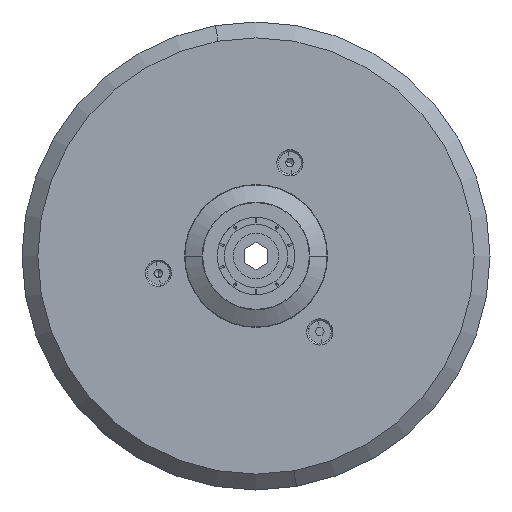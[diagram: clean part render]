
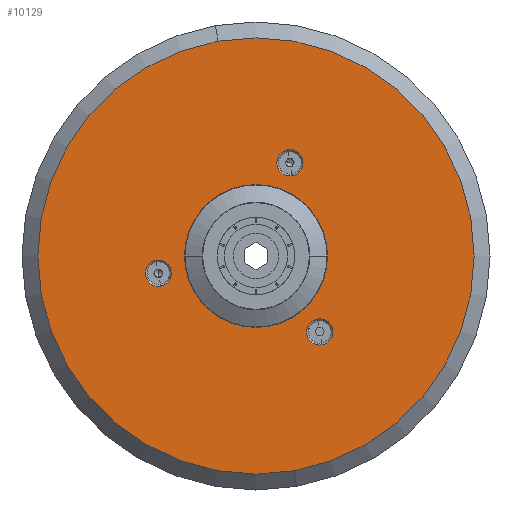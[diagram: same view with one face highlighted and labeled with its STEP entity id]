
A CAD part, left-side view. The second image highlights one B-rep face of the part: STEP entity #10129.
In plain terms, the highlighted planar face has unit normal (-1, 0, 0).
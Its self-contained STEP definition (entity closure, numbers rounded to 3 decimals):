
#105 = ORIENTED_EDGE ( 'NONE', *, *, #7807, .T. ) ;
#341 = EDGE_LOOP ( 'NONE', ( #3726, #2383 ) ) ;
#452 = DIRECTION ( 'NONE',  ( 0., 0.174, 0.985 ) ) ;
#509 = DIRECTION ( 'NONE',  ( -1., 0., 0. ) ) ;
#674 = CIRCLE ( 'NONE', #6175, 55. ) ;
#800 = AXIS2_PLACEMENT_3D ( 'NONE', #16156, #16669, #16908 ) ;
#816 = EDGE_LOOP ( 'NONE', ( #957, #105 ) ) ;
#957 = ORIENTED_EDGE ( 'NONE', *, *, #4318, .T. ) ;
#1114 = ORIENTED_EDGE ( 'NONE', *, *, #12379, .T. ) ;
#1171 = DIRECTION ( 'NONE',  ( 0., 0.174, 0.985 ) ) ;
#1234 = CARTESIAN_POINT ( 'NONE',  ( -242.8, -2.648, -15.018 ) ) ;
#1296 = EDGE_LOOP ( 'NONE', ( #1114, #3721 ) ) ;
#1634 = CARTESIAN_POINT ( 'NONE',  ( -242.8, -8.551, 23.492 ) ) ;
#1859 = DIRECTION ( 'NONE',  ( -1., 0., 0. ) ) ;
#2349 = EDGE_CURVE ( 'NONE', #6113, #9416, #16608, .T. ) ;
#2382 = DIRECTION ( 'NONE',  ( 0., 0.174, 0.985 ) ) ;
#2383 = ORIENTED_EDGE ( 'NONE', *, *, #13630, .F. ) ;
#2707 = AXIS2_PLACEMENT_3D ( 'NONE', #10670, #8915, #452 ) ;
#2885 = CARTESIAN_POINT ( 'NONE',  ( -242.8, -8.551, 23.492 ) ) ;
#2914 = DIRECTION ( 'NONE',  ( 0., 0.174, 0.985 ) ) ;
#3237 = PLANE ( 'NONE',  #12079 ) ;
#3497 = AXIS2_PLACEMENT_3D ( 'NONE', #17947, #17434, #11718 ) ;
#3715 = EDGE_CURVE ( 'NONE', #6532, #5205, #16223, .T. ) ;
#3721 = ORIENTED_EDGE ( 'NONE', *, *, #2349, .T. ) ;
#3726 = ORIENTED_EDGE ( 'NONE', *, *, #14012, .F. ) ;
#3827 = AXIS2_PLACEMENT_3D ( 'NONE', #15762, #16366, #9400 ) ;
#4318 = EDGE_CURVE ( 'NONE', #5208, #8420, #17366, .T. ) ;
#4331 = DIRECTION ( 'NONE',  ( 0., 0.174, 0.985 ) ) ;
#4358 = CARTESIAN_POINT ( 'NONE',  ( -242.8, 0., 0. ) ) ;
#4931 = VERTEX_POINT ( 'NONE', #6406 ) ;
#4934 = CARTESIAN_POINT ( 'NONE',  ( -242.8, -15.497, -15.901 ) ) ;
#4935 = FACE_BOUND ( 'NONE', #10021, .T. ) ;
#5205 = VERTEX_POINT ( 'NONE', #8059 ) ;
#5208 = VERTEX_POINT ( 'NONE', #7580 ) ;
#5567 = AXIS2_PLACEMENT_3D ( 'NONE', #4358, #11522, #14978 ) ;
#5846 = EDGE_LOOP ( 'NONE', ( #17203, #13675 ) ) ;
#6113 = VERTEX_POINT ( 'NONE', #8047 ) ;
#6175 = AXIS2_PLACEMENT_3D ( 'NONE', #9161, #509, #2914 ) ;
#6406 = CARTESIAN_POINT ( 'NONE',  ( -242.8, 25.193, -1.091 ) ) ;
#6532 = VERTEX_POINT ( 'NONE', #11009 ) ;
#7072 = FACE_OUTER_BOUND ( 'NONE', #816, .T. ) ;
#7459 = DIRECTION ( 'NONE',  ( 0., 0.174, 0.985 ) ) ;
#7580 = CARTESIAN_POINT ( 'NONE',  ( -242.8, -9.551, -54.164 ) ) ;
#7807 = EDGE_CURVE ( 'NONE', #8420, #5208, #674, .T. ) ;
#8006 = FACE_BOUND ( 'NONE', #5846, .T. ) ;
#8047 = CARTESIAN_POINT ( 'NONE',  ( -242.8, 2.648, 15.018 ) ) ;
#8059 = CARTESIAN_POINT ( 'NONE',  ( -242.8, -9.124, 20.242 ) ) ;
#8420 = VERTEX_POINT ( 'NONE', #9502 ) ;
#8915 = DIRECTION ( 'NONE',  ( -1., 0., 0. ) ) ;
#9157 = DIRECTION ( 'NONE',  ( -1., 0., 0. ) ) ;
#9161 = CARTESIAN_POINT ( 'NONE',  ( -242.8, 0., 0. ) ) ;
#9218 = CIRCLE ( 'NONE', #800, 3.3 ) ;
#9328 = VERTEX_POINT ( 'NONE', #15837 ) ;
#9400 = DIRECTION ( 'NONE',  ( 0., -0.174, -0.985 ) ) ;
#9416 = VERTEX_POINT ( 'NONE', #1234 ) ;
#9502 = CARTESIAN_POINT ( 'NONE',  ( -242.8, 9.551, 54.164 ) ) ;
#10021 = EDGE_LOOP ( 'NONE', ( #15937, #13700 ) ) ;
#10129 = ADVANCED_FACE ( 'NONE', ( #7072, #8006, #4935, #15909, #11611 ), #3237, .T. ) ;
#10280 = CARTESIAN_POINT ( 'NONE',  ( -242.8, 58.104, -10.245 ) ) ;
#10670 = CARTESIAN_POINT ( 'NONE',  ( -242.8, 0., 0. ) ) ;
#11009 = CARTESIAN_POINT ( 'NONE',  ( -242.8, -7.977, 26.742 ) ) ;
#11162 = DIRECTION ( 'NONE',  ( 0., 0.174, 0.985 ) ) ;
#11522 = DIRECTION ( 'NONE',  ( 1., 0., 0. ) ) ;
#11611 = FACE_BOUND ( 'NONE', #1296, .T. ) ;
#11692 = EDGE_CURVE ( 'NONE', #5205, #6532, #15668, .T. ) ;
#11718 = DIRECTION ( 'NONE',  ( 0., 0.174, 0.985 ) ) ;
#11750 = CIRCLE ( 'NONE', #14548, 3.3 ) ;
#12079 = AXIS2_PLACEMENT_3D ( 'NONE', #10280, #16940, #1171 ) ;
#12148 = VERTEX_POINT ( 'NONE', #17118 ) ;
#12372 = CARTESIAN_POINT ( 'NONE',  ( -242.8, 24.62, -4.341 ) ) ;
#12379 = EDGE_CURVE ( 'NONE', #9416, #6113, #16146, .T. ) ;
#13029 = AXIS2_PLACEMENT_3D ( 'NONE', #2885, #15787, #7459 ) ;
#13214 = EDGE_CURVE ( 'NONE', #17988, #9328, #11750, .T. ) ;
#13221 = EDGE_CURVE ( 'NONE', #9328, #17988, #14982, .T. ) ;
#13630 = EDGE_CURVE ( 'NONE', #12148, #4931, #17395, .T. ) ;
#13675 = ORIENTED_EDGE ( 'NONE', *, *, #11692, .F. ) ;
#13700 = ORIENTED_EDGE ( 'NONE', *, *, #13221, .F. ) ;
#14012 = EDGE_CURVE ( 'NONE', #4931, #12148, #9218, .T. ) ;
#14548 = AXIS2_PLACEMENT_3D ( 'NONE', #16383, #9157, #2382 ) ;
#14978 = DIRECTION ( 'NONE',  ( 0., -0.174, -0.985 ) ) ;
#14982 = CIRCLE ( 'NONE', #3497, 3.3 ) ;
#15668 = CIRCLE ( 'NONE', #17700, 3.3 ) ;
#15762 = CARTESIAN_POINT ( 'NONE',  ( -242.8, 0., 0. ) ) ;
#15787 = DIRECTION ( 'NONE',  ( -1., 0., 0. ) ) ;
#15837 = CARTESIAN_POINT ( 'NONE',  ( -242.8, -16.643, -22.401 ) ) ;
#15909 = FACE_BOUND ( 'NONE', #341, .T. ) ;
#15937 = ORIENTED_EDGE ( 'NONE', *, *, #13214, .F. ) ;
#16103 = DIRECTION ( 'NONE',  ( -1., 0., 0. ) ) ;
#16146 = CIRCLE ( 'NONE', #3827, 15.25 ) ;
#16156 = CARTESIAN_POINT ( 'NONE',  ( -242.8, 24.62, -4.341 ) ) ;
#16223 = CIRCLE ( 'NONE', #13029, 3.3 ) ;
#16366 = DIRECTION ( 'NONE',  ( 1., 0., 0. ) ) ;
#16383 = CARTESIAN_POINT ( 'NONE',  ( -242.8, -16.07, -19.151 ) ) ;
#16608 = CIRCLE ( 'NONE', #5567, 15.25 ) ;
#16669 = DIRECTION ( 'NONE',  ( -1., 0., 0. ) ) ;
#16908 = DIRECTION ( 'NONE',  ( 0., 0.174, 0.985 ) ) ;
#16940 = DIRECTION ( 'NONE',  ( -1., 0., 0. ) ) ;
#17118 = CARTESIAN_POINT ( 'NONE',  ( -242.8, 24.047, -7.591 ) ) ;
#17203 = ORIENTED_EDGE ( 'NONE', *, *, #3715, .F. ) ;
#17366 = CIRCLE ( 'NONE', #2707, 55. ) ;
#17395 = CIRCLE ( 'NONE', #18501, 3.3 ) ;
#17434 = DIRECTION ( 'NONE',  ( -1., 0., 0. ) ) ;
#17700 = AXIS2_PLACEMENT_3D ( 'NONE', #1634, #1859, #4331 ) ;
#17947 = CARTESIAN_POINT ( 'NONE',  ( -242.8, -16.07, -19.151 ) ) ;
#17988 = VERTEX_POINT ( 'NONE', #4934 ) ;
#18501 = AXIS2_PLACEMENT_3D ( 'NONE', #12372, #16103, #11162 ) ;
